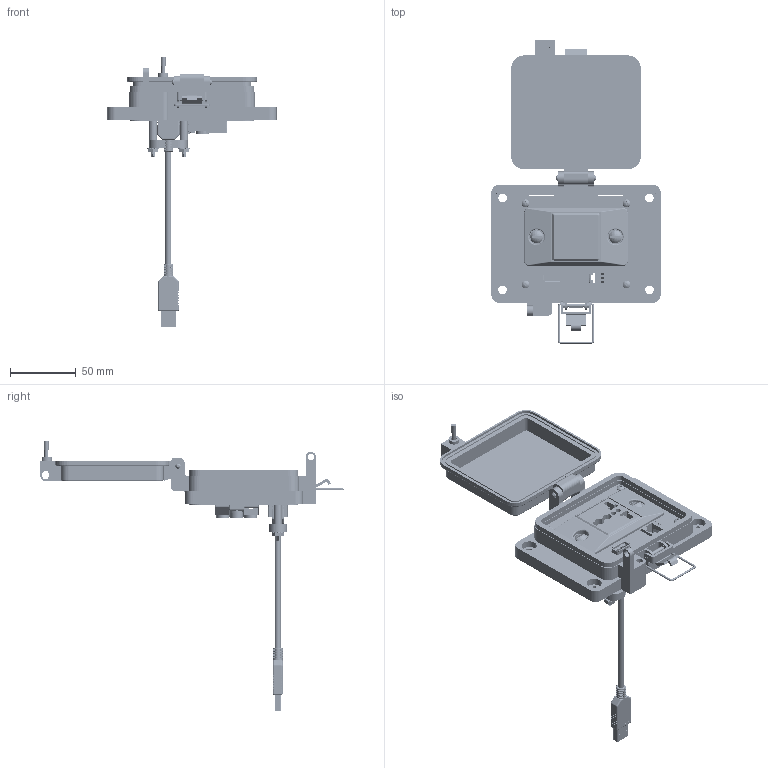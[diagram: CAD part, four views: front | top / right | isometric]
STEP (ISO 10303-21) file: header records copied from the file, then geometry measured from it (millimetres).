
FILE_DESCRIPTION (( 'STEP AP203' ), '1' );
FILE_NAME ('P-P11R2-K3RUV0_3D.STEP', '2018-11-08T19:42:19', ( '' ), ( '' ), 'SwSTEP 2.0', 'SolidWorks 2018', '' );
FILE_SCHEMA (( 'CONFIG_CONTROL_DESIGN' ));
Length unit declared in the file: millimetre
Products named in the file (22): 92005A124_METRIC PAN HEAD PHILLIPS MACHINE SCREW_92005A124; 632FH_1-3_4-IN; P-P11R2-K3RUV0_3D; Z-001-SPR_1-1_4; Z-200-OTLT-RUV; Z-002-632516HN_90675A007; P-P11R2-K3RUV0_BP180_1; RUV; P-P11R2-K3RUV0_FP060_1; P-P11R2-K3RUV0_TP060_1; Z-000-83212TH_90271A194; Z-300-RJ45CAT5; Z-000-4243316TFP; Z-002-8321132HN_90675A009; R2; Z-020-3047; Z-H-K3_B; Z-200-OTLT-RUV_bezel; P11; -K3; Z-200-OTLT-RUV_outlet; P-P11R2-K3RUV0_TP240_2
Assembly tree (30 placements, depth 4):
  P-P11R2-K3RUV0_3D
    P-P11R2-K3RUV0_BP180_1
    P-P11R2-K3RUV0_TP060_1
    Z-000-4243316TFP  x2
    P11
      Z-020-3047
    P-P11R2-K3RUV0_TP240_2
    632FH_1-3_4-IN  x2
    Z-001-SPR_1-1_4  x2
    Z-002-632516HN_90675A007  x2
    P-P11R2-K3RUV0_FP060_1
    R2
      Z-300-RJ45CAT5
    RUV
      Z-200-OTLT-RUV
        Z-200-OTLT-RUV_bezel
        Z-200-OTLT-RUV_outlet
    Z-000-83212TH_90271A194  x2
    Z-002-8321132HN_90675A009  x2
    -K3
      Z-H-K3_B
    92005A124_METRIC PAN HEAD PHILLIPS MACHINE SCREW_92005A124  x4
Bounding box: 129 x 231.28 x 205.62 mm (x, y, z)
Volume: 210109.9 mm3; surface area: 137456.3 mm2
Topology: 43 solids, 43 shells, 3937 faces, 11033 edges, 7227 vertices
Faces by surface type: cylinder 1804, plane 1485, bspline 382, cone 202, torus 38, sphere 26
Entity records: 113529 total; most frequent: CARTESIAN_POINT 41136, ORIENTED_EDGE 15820, DIRECTION 13069, EDGE_CURVE 7910, VERTEX_POINT 5184, LINE 4555, VECTOR 4555, AXIS2_PLACEMENT_3D 4257
